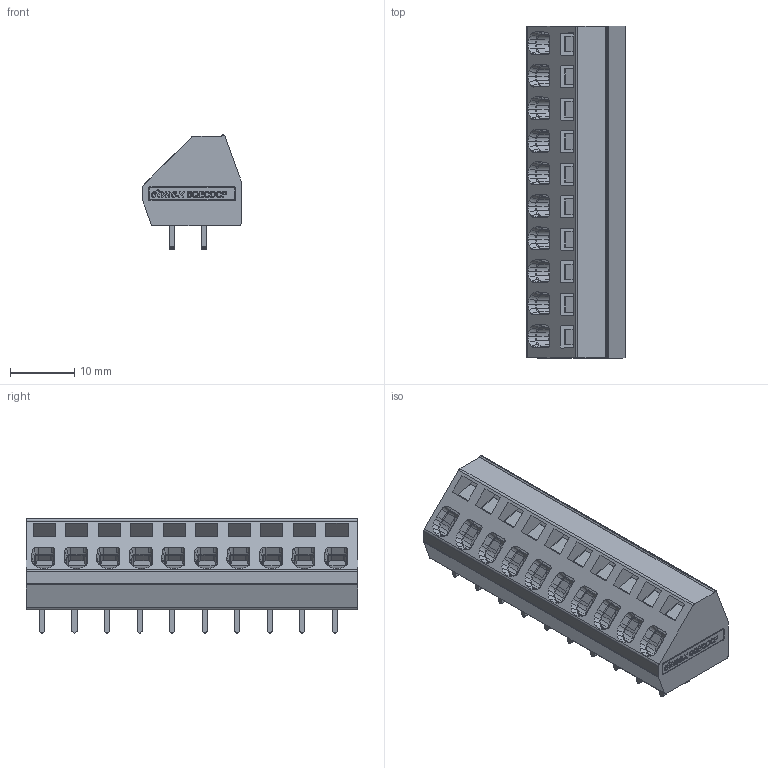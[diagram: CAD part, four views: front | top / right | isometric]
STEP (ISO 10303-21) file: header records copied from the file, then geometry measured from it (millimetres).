
FILE_DESCRIPTION(/* description */ ('Unknown'),/* implementation_level */ '2;1');
FILE_NAME(/* name */ 'SQECD-10W-3D_SOLID',/* time_stamp */ '2024-11-09T09:30:28+05:00',/* author */ ('Unknown'),/* organization */ ('Unknown'),/* preprocessor_version */ 'ST-DEVELOPER v16.7',/* originating_system */ 'Solid Edge',/* authorisation */ 'Unknown');
FILE_SCHEMA (('AUTOMOTIVE_DESIGN {1 0 10303 214 3 1 1}'));
Products named in the file (1): SQECD-10W-SOLID
Bounding box: 15.4 x 51.8 x 17.8 mm (x, y, z)
Volume: 5550.8 mm3; surface area: 11439.5 mm2
Topology: 1 solids, 88 shells, 4705 faces, 13220 edges, 8592 vertices
Faces by surface type: plane 2524, cylinder 1257, bspline 560, torus 200, cone 164
Full cylindrical faces by diameter (mm): 1.5 x60
Entity records: 190462 total; most frequent: CARTESIAN_POINT 37776, ORIENTED_EDGE 26040, DIRECTION 23420, EDGE_CURVE 13020, VERTEX_POINT 8532, LINE 8464, VECTOR 8464, AXIS2_PLACEMENT_3D 7478
